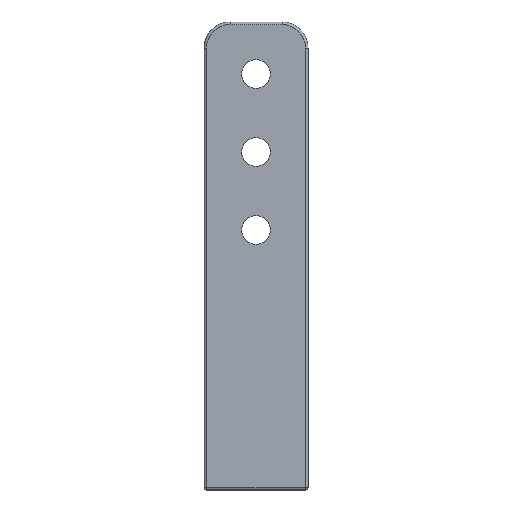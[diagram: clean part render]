
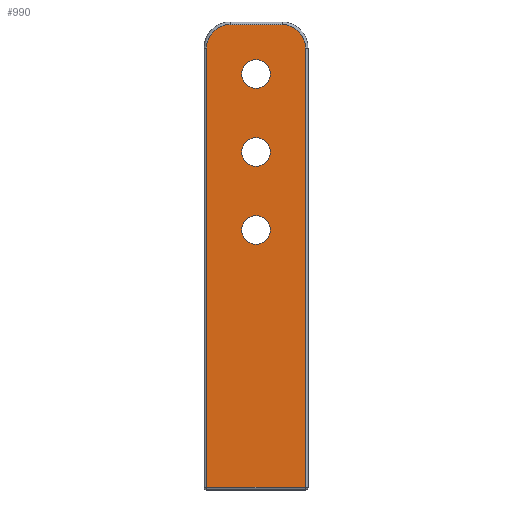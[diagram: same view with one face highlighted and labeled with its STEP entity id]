
A CAD part, front view. The second image highlights one B-rep face of the part: STEP entity #990.
In plain terms, the highlighted planar face has unit normal (0, -1, 0).
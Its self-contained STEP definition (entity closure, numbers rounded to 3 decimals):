
#28=FACE_BOUND('',#294,.T.);
#29=FACE_BOUND('',#295,.T.);
#30=FACE_BOUND('',#296,.T.);
#41=PLANE('',#1126);
#66=LINE('',#2105,#118);
#74=LINE('',#2138,#126);
#76=LINE('',#2150,#128);
#78=LINE('',#2159,#130);
#118=VECTOR('',#1295,10.);
#126=VECTOR('',#1333,10.);
#128=VECTOR('',#1347,10.);
#130=VECTOR('',#1359,10.);
#225=FACE_OUTER_BOUND('',#293,.T.);
#293=EDGE_LOOP('',(#814,#815,#816,#817,#818,#819));
#294=EDGE_LOOP('',(#820));
#295=EDGE_LOOP('',(#821));
#296=EDGE_LOOP('',(#822));
#380=CIRCLE('',#1107,4.5);
#384=CIRCLE('',#1113,4.5);
#389=CIRCLE('',#1127,2.75);
#390=CIRCLE('',#1128,2.75);
#391=CIRCLE('',#1129,2.75);
#457=VERTEX_POINT('',#2091);
#460=VERTEX_POINT('',#2098);
#472=VERTEX_POINT('',#2136);
#474=VERTEX_POINT('',#2142);
#476=VERTEX_POINT('',#2148);
#478=VERTEX_POINT('',#2154);
#489=VERTEX_POINT('',#2191);
#490=VERTEX_POINT('',#2193);
#491=VERTEX_POINT('',#2195);
#565=EDGE_CURVE('',#460,#457,#66,.T.);
#582=EDGE_CURVE('',#472,#460,#74,.T.);
#585=EDGE_CURVE('',#474,#472,#380,.T.);
#588=EDGE_CURVE('',#476,#474,#76,.T.);
#591=EDGE_CURVE('',#478,#476,#384,.T.);
#593=EDGE_CURVE('',#457,#478,#78,.T.);
#609=EDGE_CURVE('',#489,#489,#389,.T.);
#610=EDGE_CURVE('',#490,#490,#390,.T.);
#611=EDGE_CURVE('',#491,#491,#391,.T.);
#814=ORIENTED_EDGE('',*,*,#565,.F.);
#815=ORIENTED_EDGE('',*,*,#582,.F.);
#816=ORIENTED_EDGE('',*,*,#585,.F.);
#817=ORIENTED_EDGE('',*,*,#588,.F.);
#818=ORIENTED_EDGE('',*,*,#591,.F.);
#819=ORIENTED_EDGE('',*,*,#593,.F.);
#820=ORIENTED_EDGE('',*,*,#609,.T.);
#821=ORIENTED_EDGE('',*,*,#610,.T.);
#822=ORIENTED_EDGE('',*,*,#611,.T.);
#990=ADVANCED_FACE('',(#225,#28,#29,#30),#41,.T.);
#1107=AXIS2_PLACEMENT_3D('',#2144,#1339,#1340);
#1113=AXIS2_PLACEMENT_3D('',#2156,#1353,#1354);
#1126=AXIS2_PLACEMENT_3D('',#2190,#1390,#1391);
#1127=AXIS2_PLACEMENT_3D('',#2192,#1392,#1393);
#1128=AXIS2_PLACEMENT_3D('',#2194,#1394,#1395);
#1129=AXIS2_PLACEMENT_3D('',#2196,#1396,#1397);
#1295=DIRECTION('',(-1.,0.,0.));
#1333=DIRECTION('',(0.,0.,-1.));
#1339=DIRECTION('center_axis',(0.,1.,0.));
#1340=DIRECTION('ref_axis',(0.707,0.,0.707));
#1347=DIRECTION('',(1.,0.,0.));
#1353=DIRECTION('center_axis',(0.,1.,0.));
#1354=DIRECTION('ref_axis',(-0.707,0.,0.707));
#1359=DIRECTION('',(0.,0.,1.));
#1390=DIRECTION('center_axis',(0.,-1.,0.));
#1391=DIRECTION('ref_axis',(0.,0.,-1.));
#1392=DIRECTION('center_axis',(0.,1.,0.));
#1393=DIRECTION('ref_axis',(1.,0.,0.));
#1394=DIRECTION('center_axis',(0.,1.,0.));
#1395=DIRECTION('ref_axis',(1.,0.,0.));
#1396=DIRECTION('center_axis',(0.,1.,0.));
#1397=DIRECTION('ref_axis',(1.,0.,0.));
#2091=CARTESIAN_POINT('',(0.5,0.,0.5));
#2098=CARTESIAN_POINT('',(19.5,0.,0.5));
#2105=CARTESIAN_POINT('',(0.,0.,0.5));
#2136=CARTESIAN_POINT('',(19.5,0.,85.));
#2138=CARTESIAN_POINT('',(19.5,0.,67.5));
#2142=CARTESIAN_POINT('',(15.,0.,89.5));
#2144=CARTESIAN_POINT('Origin',(15.,0.,85.));
#2148=CARTESIAN_POINT('',(5.,0.,89.5));
#2150=CARTESIAN_POINT('',(0.,0.,89.5));
#2154=CARTESIAN_POINT('',(0.5,0.,85.));
#2156=CARTESIAN_POINT('Origin',(5.,0.,85.));
#2159=CARTESIAN_POINT('',(0.5,0.,67.5));
#2190=CARTESIAN_POINT('Origin',(0.,0.,90.));
#2191=CARTESIAN_POINT('',(7.25,0.,80.));
#2192=CARTESIAN_POINT('Origin',(10.,0.,80.));
#2193=CARTESIAN_POINT('',(7.25,0.,65.));
#2194=CARTESIAN_POINT('Origin',(10.,0.,65.));
#2195=CARTESIAN_POINT('',(7.25,0.,50.));
#2196=CARTESIAN_POINT('Origin',(10.,0.,50.));
